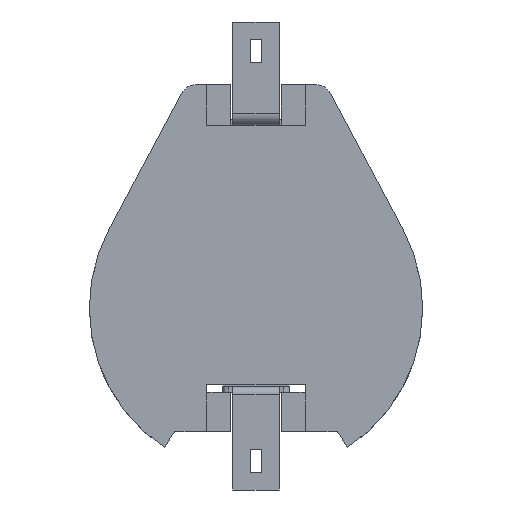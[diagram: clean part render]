
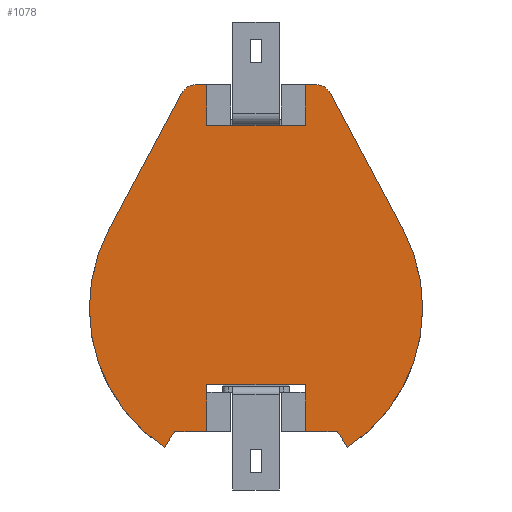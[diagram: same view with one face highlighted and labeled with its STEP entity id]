
A CAD part, front view. The second image highlights one B-rep face of the part: STEP entity #1078.
In plain terms, the highlighted planar face has unit normal (0, -1, 0).
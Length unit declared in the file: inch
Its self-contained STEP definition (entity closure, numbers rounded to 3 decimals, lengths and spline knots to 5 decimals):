
#778 = VERTEX_POINT ( 'NONE', #5083 ) ;
#793 = EDGE_CURVE ( 'NONE', #831, #810, #5059, .T. ) ;
#807 = VERTEX_POINT ( 'NONE', #5143 ) ;
#810 = VERTEX_POINT ( 'NONE', #5131 ) ;
#816 = EDGE_CURVE ( 'NONE', #807, #831, #5123, .T. ) ;
#825 = VERTEX_POINT ( 'NONE', #5111 ) ;
#831 = VERTEX_POINT ( 'NONE', #5109 ) ;
#838 = EDGE_CURVE ( 'NONE', #825, #847, #5154, .T. ) ;
#847 = VERTEX_POINT ( 'NONE', #5173 ) ;
#865 = EDGE_CURVE ( 'NONE', #847, #778, #5201, .T. ) ;
#907 = VERTEX_POINT ( 'NONE', #5318 ) ;
#912 = EDGE_CURVE ( 'NONE', #810, #907, #5350, .T. ) ;
#920 = EDGE_CURVE ( 'NONE', #907, #927, #5346, .T. ) ;
#927 = VERTEX_POINT ( 'NONE', #5381 ) ;
#945 = EDGE_CURVE ( 'NONE', #972, #970, #5409, .T. ) ;
#946 = VERTEX_POINT ( 'NONE', #5417 ) ;
#950 = EDGE_CURVE ( 'NONE', #946, #951, #5432, .T. ) ;
#951 = VERTEX_POINT ( 'NONE', #5433 ) ;
#953 = ORIENTED_EDGE ( 'NONE', *, *, #1018, .F. ) ;
#960 = EDGE_CURVE ( 'NONE', #951, #825, #5414, .T. ) ;
#970 = VERTEX_POINT ( 'NONE', #5443 ) ;
#972 = VERTEX_POINT ( 'NONE', #5489 ) ;
#1007 = EDGE_CURVE ( 'NONE', #1015, #1008, #5526, .T. ) ;
#1008 = VERTEX_POINT ( 'NONE', #5531 ) ;
#1015 = VERTEX_POINT ( 'NONE', #5513 ) ;
#1018 = EDGE_CURVE ( 'NONE', #778, #2516, #5511, .T. ) ;
#1036 = EDGE_LOOP ( 'NONE', ( #953, #1053, #1038, #1105, #1048, #1091, #1054, #1104, #1056, #1086, #1049, #1050, #1059, #1060, #1046, #1047, #1092, #1039 ) ) ;
#1038 = ORIENTED_EDGE ( 'NONE', *, *, #838, .F. ) ;
#1039 = ORIENTED_EDGE ( 'NONE', *, *, #2541, .F. ) ;
#1046 = ORIENTED_EDGE ( 'NONE', *, *, #793, .F. ) ;
#1047 = ORIENTED_EDGE ( 'NONE', *, *, #816, .F. ) ;
#1048 = ORIENTED_EDGE ( 'NONE', *, *, #950, .F. ) ;
#1049 = ORIENTED_EDGE ( 'NONE', *, *, #2928, .F. ) ;
#1050 = ORIENTED_EDGE ( 'NONE', *, *, #1075, .T. ) ;
#1053 = ORIENTED_EDGE ( 'NONE', *, *, #865, .F. ) ;
#1054 = ORIENTED_EDGE ( 'NONE', *, *, #945, .F. ) ;
#1055 = EDGE_CURVE ( 'NONE', #1008, #972, #5557, .T. ) ;
#1056 = ORIENTED_EDGE ( 'NONE', *, *, #1007, .F. ) ;
#1057 = EDGE_CURVE ( 'NONE', #946, #970, #5398, .T. ) ;
#1059 = ORIENTED_EDGE ( 'NONE', *, *, #920, .F. ) ;
#1060 = ORIENTED_EDGE ( 'NONE', *, *, #912, .F. ) ;
#1075 = EDGE_CURVE ( 'NONE', #2912, #927, #5596, .T. ) ;
#1078 = ADVANCED_FACE ( 'NONE', ( #5614 ), #5605, .F. ) ;
#1086 = ORIENTED_EDGE ( 'NONE', *, *, #1087, .F. ) ;
#1087 = EDGE_CURVE ( 'NONE', #2964, #1015, #5625, .T. ) ;
#1091 = ORIENTED_EDGE ( 'NONE', *, *, #1057, .T. ) ;
#1092 = ORIENTED_EDGE ( 'NONE', *, *, #2982, .F. ) ;
#1104 = ORIENTED_EDGE ( 'NONE', *, *, #1055, .F. ) ;
#1105 = ORIENTED_EDGE ( 'NONE', *, *, #960, .F. ) ;
#2516 = VERTEX_POINT ( 'NONE', #3738 ) ;
#2541 = EDGE_CURVE ( 'NONE', #2516, #2559, #3772, .T. ) ;
#2559 = VERTEX_POINT ( 'NONE', #3800 ) ;
#2912 = VERTEX_POINT ( 'NONE', #4594 ) ;
#2928 = EDGE_CURVE ( 'NONE', #2912, #2964, #4623, .T. ) ;
#2964 = VERTEX_POINT ( 'NONE', #4726 ) ;
#2982 = EDGE_CURVE ( 'NONE', #2559, #807, #4759, .T. ) ;
#3738 = CARTESIAN_POINT ( 'NONE',  ( 0.1325, 0., -0.206 ) ) ;
#3769 = DIRECTION ( 'NONE',  ( -1., 0., 0. ) ) ;
#3770 = VECTOR ( 'NONE', #3769, 39.37008 ) ;
#3771 = CARTESIAN_POINT ( 'NONE',  ( -0.1325, 0., -0.206 ) ) ;
#3772 = LINE ( 'NONE', #3771, #3770 ) ;
#3800 = CARTESIAN_POINT ( 'NONE',  ( -0.1325, 0., -0.206 ) ) ;
#4594 = CARTESIAN_POINT ( 'NONE',  ( -0.16049, 0., 0.60083 ) ) ;
#4620 = DIRECTION ( 'NONE',  ( 1., 0., 0. ) ) ;
#4621 = VECTOR ( 'NONE', #4620, 39.37008 ) ;
#4622 = CARTESIAN_POINT ( 'NONE',  ( -0.1875, 0., 0.60083 ) ) ;
#4623 = LINE ( 'NONE', #4622, #4621 ) ;
#4726 = CARTESIAN_POINT ( 'NONE',  ( -0.1325, 0., 0.60083 ) ) ;
#4756 = DIRECTION ( 'NONE',  ( 0., 0., -1. ) ) ;
#4757 = VECTOR ( 'NONE', #4756, 39.37008 ) ;
#4758 = CARTESIAN_POINT ( 'NONE',  ( -0.1325, 0., -0.206 ) ) ;
#4759 = LINE ( 'NONE', #4758, #4757 ) ;
#5015 = DIRECTION ( 'NONE',  ( 0., 0., 1. ) ) ;
#5056 = DIRECTION ( 'NONE',  ( -0.55, 0., -0.835 ) ) ;
#5057 = VECTOR ( 'NONE', #5056, 39.37008 ) ;
#5058 = CARTESIAN_POINT ( 'NONE',  ( -0.2185, 0., -0.332 ) ) ;
#5059 = LINE ( 'NONE', #5058, #5057 ) ;
#5083 = CARTESIAN_POINT ( 'NONE',  ( 0.1325, 0., -0.332 ) ) ;
#5109 = CARTESIAN_POINT ( 'NONE',  ( -0.2185, 0., -0.332 ) ) ;
#5111 = CARTESIAN_POINT ( 'NONE',  ( 0.24629, 0., -0.37423 ) ) ;
#5123 = LINE ( 'NONE', #5133, #5135 ) ;
#5131 = CARTESIAN_POINT ( 'NONE',  ( -0.24629, 0., -0.37423 ) ) ;
#5132 = DIRECTION ( 'NONE',  ( -1., 0., 0. ) ) ;
#5133 = CARTESIAN_POINT ( 'NONE',  ( -0.0675, 0., -0.332 ) ) ;
#5135 = VECTOR ( 'NONE', #5132, 39.37008 ) ;
#5143 = CARTESIAN_POINT ( 'NONE',  ( -0.1325, 0., -0.332 ) ) ;
#5153 = CARTESIAN_POINT ( 'NONE',  ( 0.2185, 0., -0.332 ) ) ;
#5154 = LINE ( 'NONE', #5153, #5163 ) ;
#5162 = DIRECTION ( 'NONE',  ( -0.55, 0., 0.835 ) ) ;
#5163 = VECTOR ( 'NONE', #5162, 39.37008 ) ;
#5173 = CARTESIAN_POINT ( 'NONE',  ( 0.2185, 0., -0.332 ) ) ;
#5201 = LINE ( 'NONE', #5224, #5222 ) ;
#5222 = VECTOR ( 'NONE', #5230, 39.37008 ) ;
#5224 = CARTESIAN_POINT ( 'NONE',  ( 0.0675, 0., -0.332 ) ) ;
#5230 = DIRECTION ( 'NONE',  ( -1., 0., 0. ) ) ;
#5318 = CARTESIAN_POINT ( 'NONE',  ( -0.39538, 0., 0.21066 ) ) ;
#5331 = AXIS2_PLACEMENT_3D ( 'NONE', #5332, #5335, #5334 ) ;
#5332 = CARTESIAN_POINT ( 'NONE',  ( 0., 0., 0. ) ) ;
#5334 = DIRECTION ( 'NONE',  ( 0., 0., 1. ) ) ;
#5335 = DIRECTION ( 'NONE',  ( 0., 1., 0. ) ) ;
#5343 = DIRECTION ( 'NONE',  ( 0.47, 0., 0.883 ) ) ;
#5344 = VECTOR ( 'NONE', #5343, 39.37008 ) ;
#5345 = CARTESIAN_POINT ( 'NONE',  ( -0.1875, 0., 0.60083 ) ) ;
#5346 = LINE ( 'NONE', #5345, #5344 ) ;
#5350 = CIRCLE ( 'NONE', #5331, 0.448 ) ;
#5381 = CARTESIAN_POINT ( 'NONE',  ( -0.2002, 0., 0.57699 ) ) ;
#5398 = CIRCLE ( 'NONE', #5400, 0.045 ) ;
#5400 = AXIS2_PLACEMENT_3D ( 'NONE', #5401, #5403, #5402 ) ;
#5401 = CARTESIAN_POINT ( 'NONE',  ( 0.16049, 0., 0.55583 ) ) ;
#5402 = DIRECTION ( 'NONE',  ( 0., 0., 1. ) ) ;
#5403 = DIRECTION ( 'NONE',  ( 0., -1., 0. ) ) ;
#5407 = DIRECTION ( 'NONE',  ( 0.47, 0., -0.883 ) ) ;
#5408 = VECTOR ( 'NONE', #5407, 39.37008 ) ;
#5409 = LINE ( 'NONE', #5425, #5427 ) ;
#5410 = DIRECTION ( 'NONE',  ( 1., 0., 0. ) ) ;
#5411 = DIRECTION ( 'NONE',  ( 0., 1., 0. ) ) ;
#5412 = CARTESIAN_POINT ( 'NONE',  ( 0., 0., 0. ) ) ;
#5413 = AXIS2_PLACEMENT_3D ( 'NONE', #5412, #5411, #5424 ) ;
#5414 = CIRCLE ( 'NONE', #5413, 0.448 ) ;
#5417 = CARTESIAN_POINT ( 'NONE',  ( 0.2002, 0., 0.57699 ) ) ;
#5424 = DIRECTION ( 'NONE',  ( 0., 0., 1. ) ) ;
#5425 = CARTESIAN_POINT ( 'NONE',  ( -0.1875, 0., 0.60083 ) ) ;
#5427 = VECTOR ( 'NONE', #5410, 39.37008 ) ;
#5431 = CARTESIAN_POINT ( 'NONE',  ( 0.1875, 0., 0.60083 ) ) ;
#5432 = LINE ( 'NONE', #5431, #5408 ) ;
#5433 = CARTESIAN_POINT ( 'NONE',  ( 0.39538, 0., 0.21066 ) ) ;
#5443 = CARTESIAN_POINT ( 'NONE',  ( 0.16049, 0., 0.60083 ) ) ;
#5489 = CARTESIAN_POINT ( 'NONE',  ( 0.1325, 0., 0.60083 ) ) ;
#5509 = VECTOR ( 'NONE', #5015, 39.37008 ) ;
#5510 = CARTESIAN_POINT ( 'NONE',  ( 0.1325, 0., -0.206 ) ) ;
#5511 = LINE ( 'NONE', #5510, #5509 ) ;
#5513 = CARTESIAN_POINT ( 'NONE',  ( -0.1325, 0., 0.49083 ) ) ;
#5523 = DIRECTION ( 'NONE',  ( 1., 0., 0. ) ) ;
#5524 = VECTOR ( 'NONE', #5523, 39.37008 ) ;
#5525 = CARTESIAN_POINT ( 'NONE',  ( -0.1325, 0., 0.49083 ) ) ;
#5526 = LINE ( 'NONE', #5525, #5524 ) ;
#5531 = CARTESIAN_POINT ( 'NONE',  ( 0.1325, 0., 0.49083 ) ) ;
#5554 = DIRECTION ( 'NONE',  ( 0., 0., 1. ) ) ;
#5555 = VECTOR ( 'NONE', #5554, 39.37008 ) ;
#5556 = CARTESIAN_POINT ( 'NONE',  ( 0.1325, 0., 0.49083 ) ) ;
#5557 = LINE ( 'NONE', #5556, #5555 ) ;
#5590 = AXIS2_PLACEMENT_3D ( 'NONE', #5595, #5604, #5592 ) ;
#5592 = DIRECTION ( 'NONE',  ( 0., 0., 1. ) ) ;
#5595 = CARTESIAN_POINT ( 'NONE',  ( -0.16049, 0., 0.55583 ) ) ;
#5596 = CIRCLE ( 'NONE', #5590, 0.045 ) ;
#5604 = DIRECTION ( 'NONE',  ( 0., -1., 0. ) ) ;
#5605 = PLANE ( 'NONE',  #5622 ) ;
#5606 = CARTESIAN_POINT ( 'NONE',  ( 0., 0., 0. ) ) ;
#5614 = FACE_OUTER_BOUND ( 'NONE', #1036, .T. ) ;
#5620 = DIRECTION ( 'NONE',  ( 0., 0., 1. ) ) ;
#5621 = DIRECTION ( 'NONE',  ( 0., 1., 0. ) ) ;
#5622 = AXIS2_PLACEMENT_3D ( 'NONE', #5606, #5621, #5620 ) ;
#5623 = CARTESIAN_POINT ( 'NONE',  ( -0.1325, 0., 0.49083 ) ) ;
#5624 = DIRECTION ( 'NONE',  ( 0., 0., -1. ) ) ;
#5625 = LINE ( 'NONE', #5623, #5628 ) ;
#5628 = VECTOR ( 'NONE', #5624, 39.37008 ) ;
